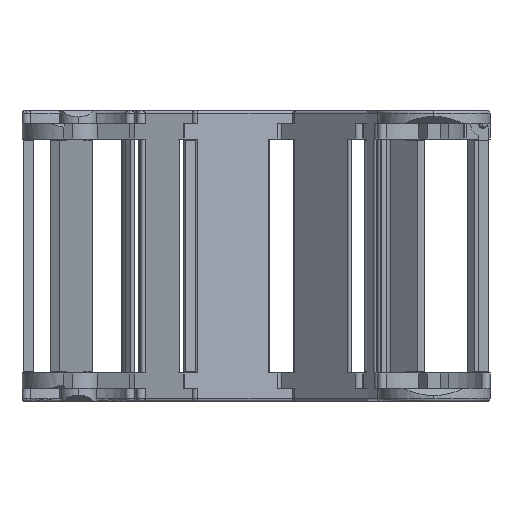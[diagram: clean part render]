
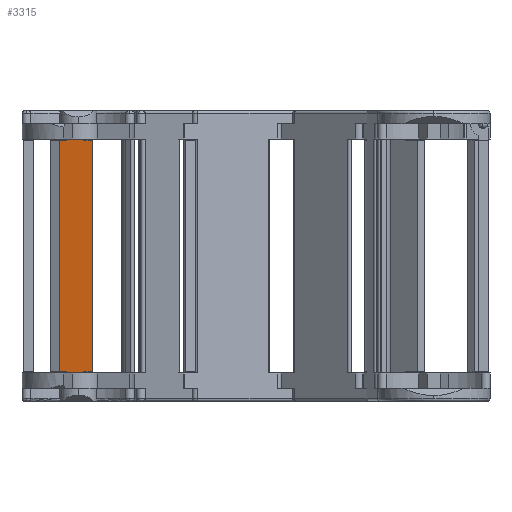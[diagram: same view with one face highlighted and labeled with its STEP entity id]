
A CAD part, left-side view. The second image highlights one B-rep face of the part: STEP entity #3315.
In plain terms, the highlighted face is planar.
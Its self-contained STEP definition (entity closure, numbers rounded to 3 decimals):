
#25 = CARTESIAN_POINT ( 'NONE',  ( 20.55, -9.5, 55.7 ) ) ;
#33 = VECTOR ( 'NONE', #3717, 1000. ) ;
#40 = CARTESIAN_POINT ( 'NONE',  ( 20.512, -9.5, 2.4 ) ) ;
#184 = CARTESIAN_POINT ( 'NONE',  ( 24., -9.5, 56.792 ) ) ;
#189 = EDGE_CURVE ( 'NONE', #3878, #2577, #1572, .T. ) ;
#264 = ORIENTED_EDGE ( 'NONE', *, *, #3886, .T. ) ;
#314 = VERTEX_POINT ( 'NONE', #2443 ) ;
#387 = ORIENTED_EDGE ( 'NONE', *, *, #1971, .T. ) ;
#584 = ORIENTED_EDGE ( 'NONE', *, *, #1075, .F. ) ;
#610 = CARTESIAN_POINT ( 'NONE',  ( 12.488, -9.5, 2.4 ) ) ;
#636 = LINE ( 'NONE', #184, #2263 ) ;
#675 = CARTESIAN_POINT ( 'NONE',  ( 24., -9.5, 6.3 ) ) ;
#723 = CARTESIAN_POINT ( 'NONE',  ( 20.55, -9.5, 15.4 ) ) ;
#748 = VECTOR ( 'NONE', #3440, 1000. ) ;
#801 = LINE ( 'NONE', #2761, #748 ) ;
#878 = CARTESIAN_POINT ( 'NONE',  ( 20.512, -9.5, 2.4 ) ) ;
#906 = ORIENTED_EDGE ( 'NONE', *, *, #4166, .F. ) ;
#918 = DIRECTION ( 'NONE',  ( -1., 0., 0. ) ) ;
#1075 = EDGE_CURVE ( 'NONE', #1491, #3246, #1254, .T. ) ;
#1229 = CARTESIAN_POINT ( 'NONE',  ( 24., -9.5, 55.7 ) ) ;
#1254 = LINE ( 'NONE', #3312, #3992 ) ;
#1297 = CARTESIAN_POINT ( 'NONE',  ( 24., -9.5, 55.7 ) ) ;
#1300 = LINE ( 'NONE', #675, #3297 ) ;
#1355 = EDGE_CURVE ( 'NONE', #4141, #314, #1300, .T. ) ;
#1399 = CARTESIAN_POINT ( 'NONE',  ( 20.55, -9.5, 56.792 ) ) ;
#1459 = VECTOR ( 'NONE', #2638, 1000. ) ;
#1469 = ORIENTED_EDGE ( 'NONE', *, *, #4020, .T. ) ;
#1491 = VERTEX_POINT ( 'NONE', #3969 ) ;
#1492 = EDGE_CURVE ( 'NONE', #3246, #4141, #3407, .T. ) ;
#1534 = LINE ( 'NONE', #2879, #2580 ) ;
#1554 = ORIENTED_EDGE ( 'NONE', *, *, #3505, .T. ) ;
#1572 = LINE ( 'NONE', #1297, #3996 ) ;
#1574 = VERTEX_POINT ( 'NONE', #4232 ) ;
#1576 = AXIS2_PLACEMENT_3D ( 'NONE', #1998, #3334, #3036 ) ;
#1592 = DIRECTION ( 'NONE',  ( 0., 0., -1. ) ) ;
#1594 = VECTOR ( 'NONE', #918, 1000. ) ;
#1971 = EDGE_CURVE ( 'NONE', #4228, #314, #3976, .T. ) ;
#1976 = CARTESIAN_POINT ( 'NONE',  ( 24., -9.5, 2.4 ) ) ;
#1998 = CARTESIAN_POINT ( 'NONE',  ( 24., -9.5, 2.4 ) ) ;
#2076 = EDGE_CURVE ( 'NONE', #3453, #2577, #2544, .T. ) ;
#2194 = VERTEX_POINT ( 'NONE', #3539 ) ;
#2214 = FACE_OUTER_BOUND ( 'NONE', #4380, .T. ) ;
#2263 = VECTOR ( 'NONE', #3991, 1000. ) ;
#2295 = DIRECTION ( 'NONE',  ( -1., 0., 0. ) ) ;
#2364 = CARTESIAN_POINT ( 'NONE',  ( 12.45, -9.5, 15.4 ) ) ;
#2443 = CARTESIAN_POINT ( 'NONE',  ( 12.488, -9.5, 6.3 ) ) ;
#2484 = VERTEX_POINT ( 'NONE', #40 ) ;
#2491 = ORIENTED_EDGE ( 'NONE', *, *, #1355, .F. ) ;
#2544 = LINE ( 'NONE', #723, #3549 ) ;
#2577 = VERTEX_POINT ( 'NONE', #25 ) ;
#2580 = VECTOR ( 'NONE', #2836, 1000. ) ;
#2582 = VERTEX_POINT ( 'NONE', #2812 ) ;
#2638 = DIRECTION ( 'NONE',  ( 0., 0., 1. ) ) ;
#2761 = CARTESIAN_POINT ( 'NONE',  ( 24., -9.5, 6. ) ) ;
#2812 = CARTESIAN_POINT ( 'NONE',  ( 12.45, -9.5, 56.792 ) ) ;
#2836 = DIRECTION ( 'NONE',  ( 1., 0., 0. ) ) ;
#2879 = CARTESIAN_POINT ( 'NONE',  ( 24., -9.5, 6.3 ) ) ;
#2886 = ORIENTED_EDGE ( 'NONE', *, *, #2076, .T. ) ;
#3036 = DIRECTION ( 'NONE',  ( -1., 0., 0. ) ) ;
#3058 = DIRECTION ( 'NONE',  ( -1., 0., 0. ) ) ;
#3116 = VECTOR ( 'NONE', #3584, 1000. ) ;
#3121 = LINE ( 'NONE', #1976, #1594 ) ;
#3144 = VECTOR ( 'NONE', #1592, 1000. ) ;
#3210 = CARTESIAN_POINT ( 'NONE',  ( 9., -9.5, 6. ) ) ;
#3227 = ORIENTED_EDGE ( 'NONE', *, *, #3766, .F. ) ;
#3228 = CARTESIAN_POINT ( 'NONE',  ( 9., -9.5, 6.3 ) ) ;
#3246 = VERTEX_POINT ( 'NONE', #3304 ) ;
#3297 = VECTOR ( 'NONE', #4094, 1000. ) ;
#3304 = CARTESIAN_POINT ( 'NONE',  ( 9., -9.5, 55.7 ) ) ;
#3312 = CARTESIAN_POINT ( 'NONE',  ( 24., -9.5, 55.7 ) ) ;
#3315 = ADVANCED_FACE ( 'NONE', ( #2214 ), #4390, .T. ) ;
#3334 = DIRECTION ( 'NONE',  ( 0., 1., 0. ) ) ;
#3359 = ORIENTED_EDGE ( 'NONE', *, *, #189, .F. ) ;
#3407 = LINE ( 'NONE', #3210, #3144 ) ;
#3440 = DIRECTION ( 'NONE',  ( 0., 0., -1. ) ) ;
#3453 = VERTEX_POINT ( 'NONE', #1399 ) ;
#3492 = ORIENTED_EDGE ( 'NONE', *, *, #1492, .F. ) ;
#3500 = DIRECTION ( 'NONE',  ( 0., 0., -1. ) ) ;
#3505 = EDGE_CURVE ( 'NONE', #3878, #2194, #801, .T. ) ;
#3539 = CARTESIAN_POINT ( 'NONE',  ( 24., -9.5, 6.3 ) ) ;
#3549 = VECTOR ( 'NONE', #3500, 1000. ) ;
#3584 = DIRECTION ( 'NONE',  ( 0., 0., -1. ) ) ;
#3647 = LINE ( 'NONE', #2364, #33 ) ;
#3717 = DIRECTION ( 'NONE',  ( 0., 0., 1. ) ) ;
#3766 = EDGE_CURVE ( 'NONE', #3453, #2582, #636, .T. ) ;
#3878 = VERTEX_POINT ( 'NONE', #1229 ) ;
#3886 = EDGE_CURVE ( 'NONE', #2484, #4228, #3121, .T. ) ;
#3896 = CARTESIAN_POINT ( 'NONE',  ( 12.488, -9.5, 2.4 ) ) ;
#3969 = CARTESIAN_POINT ( 'NONE',  ( 12.45, -9.5, 55.7 ) ) ;
#3976 = LINE ( 'NONE', #610, #1459 ) ;
#3991 = DIRECTION ( 'NONE',  ( -1., 0., 0. ) ) ;
#3992 = VECTOR ( 'NONE', #2295, 1000. ) ;
#3996 = VECTOR ( 'NONE', #3058, 1000. ) ;
#4010 = LINE ( 'NONE', #878, #3116 ) ;
#4020 = EDGE_CURVE ( 'NONE', #1491, #2582, #3647, .T. ) ;
#4094 = DIRECTION ( 'NONE',  ( 1., 0., 0. ) ) ;
#4141 = VERTEX_POINT ( 'NONE', #3228 ) ;
#4166 = EDGE_CURVE ( 'NONE', #1574, #2194, #1534, .T. ) ;
#4208 = ORIENTED_EDGE ( 'NONE', *, *, #4359, .T. ) ;
#4228 = VERTEX_POINT ( 'NONE', #3896 ) ;
#4232 = CARTESIAN_POINT ( 'NONE',  ( 20.512, -9.5, 6.3 ) ) ;
#4359 = EDGE_CURVE ( 'NONE', #1574, #2484, #4010, .T. ) ;
#4380 = EDGE_LOOP ( 'NONE', ( #3492, #584, #1469, #3227, #2886, #3359, #1554, #906, #4208, #264, #387, #2491 ) ) ;
#4390 = PLANE ( 'NONE',  #1576 ) ;
